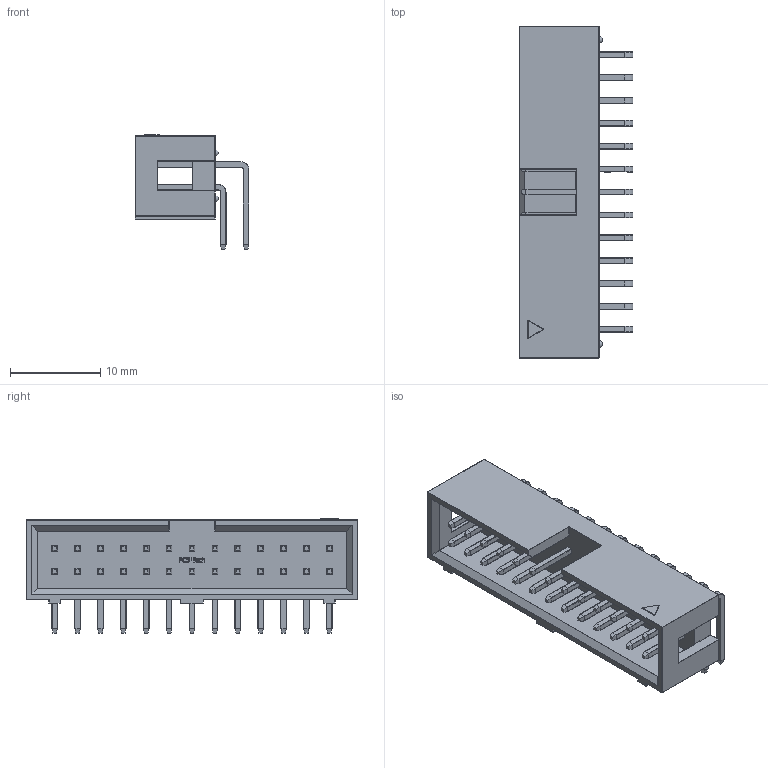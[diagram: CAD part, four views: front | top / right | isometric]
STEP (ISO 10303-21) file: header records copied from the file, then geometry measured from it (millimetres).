
FILE_DESCRIPTION(/* description */ (''),/* implementation_level */ '2;1');
FILE_NAME(/* name */ '26-Pin Shrouded Header (IDC) Right Angle.STEP',/* time_stamp */ '2019-09-21T08:46:07+02:00',/* author */ ('Bernd das Brot'),/* organization */ (''),/* preprocessor_version */ 'ST-DEVELOPER v17',/* originating_system */ 'Autodesk Inventor 2019',/* authorisation */ '');
FILE_SCHEMA (('AUTOMOTIVE_DESIGN { 1 0 10303 214 3 1 1 }'));
Length unit declared in the file: millimetre
Products named in the file (4): 26-Pin Shrouded Header (IDC) Right Angle; Lower Contact; Upper Contact; 26-Pin Shrouded Header Body
Assembly tree (27 placements, depth 2):
  26-Pin Shrouded Header (IDC) Right Angle
    Lower Contact  x13
    Upper Contact  x13
    26-Pin Shrouded Header Body
Bounding box: 12.65 x 36.83 x 12.67 mm (x, y, z)
Volume: 1601.2 mm3; surface area: 3266.4 mm2
Topology: 27 solids, 27 shells, 1254 faces, 3164 edges, 1973 vertices
Faces by surface type: plane 626, cylinder 380, torus 127, bspline 80, sphere 41
Entity records: 16860 total; most frequent: CARTESIAN_POINT 4023, ORIENTED_EDGE 2672, DIRECTION 2489, EDGE_CURVE 1336, LINE 865, VECTOR 865, VERTEX_POINT 821, AXIS2_PLACEMENT_3D 812
